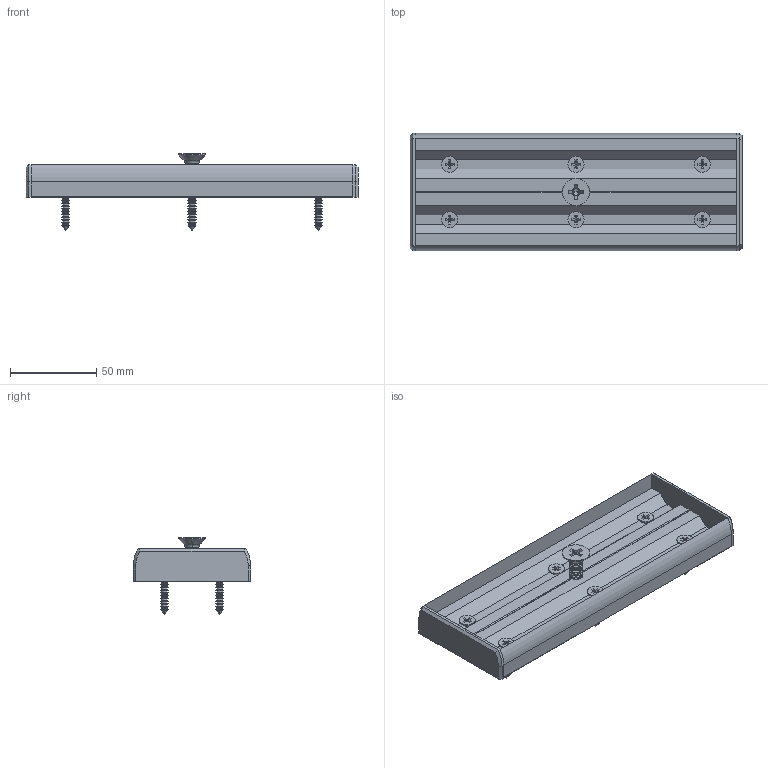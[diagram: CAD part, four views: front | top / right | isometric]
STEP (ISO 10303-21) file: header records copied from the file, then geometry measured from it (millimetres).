
FILE_DESCRIPTION (( 'STEP AP214' ), '1' );
FILE_NAME ('EF550SCP.step', '2021-07-29T14:16:23', ( '' ), ( '' ), 'SwSTEP 2.0', 'SolidWorks 2020', '' );
FILE_SCHEMA (( 'AUTOMOTIVE_DESIGN' ));
Length unit declared in the file: millimetre
Products named in the file (9): Tapping screw DIN 7982-ST4.8x25-C-H-S-4; Tapping screw DIN 7982-ST4.8x25-C-H-S-3; Tapping screw DIN 7982-ST4.8x25-C-H-S-2; Tapping screw DIN 7982-ST4.8x25-C-H-S-1; Tapping screw DIN 7982-ST4.8x25-C-H-S-6; Tapping screw DIN 7982-ST4.8x25-C-H-S-5; EF550SCP; Group2; ISO 7046-1 - M8 x 25 - Z --- 25S-1
Assembly tree (8 placements, depth 2):
  EF550SCP
    Group2
    Tapping screw DIN 7982-ST4.8x25-C-H-S-4
    Tapping screw DIN 7982-ST4.8x25-C-H-S-6
    Tapping screw DIN 7982-ST4.8x25-C-H-S-3
    Tapping screw DIN 7982-ST4.8x25-C-H-S-1
    Tapping screw DIN 7982-ST4.8x25-C-H-S-2
    Tapping screw DIN 7982-ST4.8x25-C-H-S-5
    ISO 7046-1 - M8 x 25 - Z --- 25S-1
Bounding box: 192 x 68 x 44.3 mm (x, y, z)
Volume: 91432.9 mm3; surface area: 54392.9 mm2
Topology: 8 solids, 8 shells, 895 faces, 2030 edges, 1137 vertices
Faces by surface type: cone 422, cylinder 252, plane 187, bspline 24, torus 10
Entity records: 25978 total; most frequent: CARTESIAN_POINT 4775, DIRECTION 4532, ORIENTED_EDGE 4032, EDGE_CURVE 2016, AXIS2_PLACEMENT_3D 1710, VERTEX_POINT 1137, VECTOR 1112, LINE 1112
